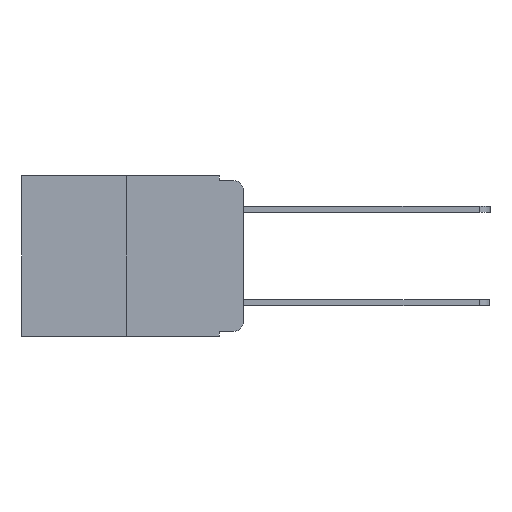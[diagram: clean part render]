
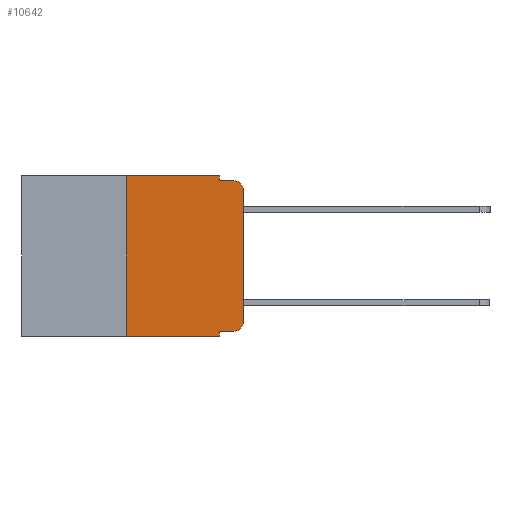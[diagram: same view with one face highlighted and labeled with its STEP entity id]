
A CAD part, left-side view. The second image highlights one B-rep face of the part: STEP entity #10642.
In plain terms, the highlighted planar face has unit normal (-1, 0, 0).
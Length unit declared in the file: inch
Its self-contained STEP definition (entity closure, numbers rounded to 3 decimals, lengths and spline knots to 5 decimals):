
#90 = CARTESIAN_POINT ( 'NONE',  ( 0., 0.25, 0. ) ) ;
#113 = DIRECTION ( 'NONE',  ( 0., 0., -1. ) ) ;
#306 = ORIENTED_EDGE ( 'NONE', *, *, #9530, .T. ) ;
#583 = LINE ( 'NONE', #3853, #1029 ) ;
#678 = DIRECTION ( 'NONE',  ( 0., -1., 0. ) ) ;
#781 = CARTESIAN_POINT ( 'NONE',  ( 0., 0.051, -0.01 ) ) ;
#790 = ORIENTED_EDGE ( 'NONE', *, *, #10078, .T. ) ;
#1009 = ORIENTED_EDGE ( 'NONE', *, *, #7945, .T. ) ;
#1029 = VECTOR ( 'NONE', #5568, 39.37008 ) ;
#1085 = DIRECTION ( 'NONE',  ( -1., 0., 0. ) ) ;
#1327 = VECTOR ( 'NONE', #3035, 39.37008 ) ;
#1367 = CARTESIAN_POINT ( 'NONE',  ( 0., 0.051, -0.333 ) ) ;
#1510 = AXIS2_PLACEMENT_3D ( 'NONE', #6561, #1085, #7454 ) ;
#1632 = VERTEX_POINT ( 'NONE', #1367 ) ;
#1837 = AXIS2_PLACEMENT_3D ( 'NONE', #10891, #5689, #113 ) ;
#1893 = VECTOR ( 'NONE', #10852, 39.37008 ) ;
#2019 = VERTEX_POINT ( 'NONE', #6853 ) ;
#2064 = ORIENTED_EDGE ( 'NONE', *, *, #4816, .T. ) ;
#2096 = DIRECTION ( 'NONE',  ( -1., 0., 0. ) ) ;
#2119 = CARTESIAN_POINT ( 'NONE',  ( 0., 0., -0.313 ) ) ;
#2353 = ORIENTED_EDGE ( 'NONE', *, *, #5398, .T. ) ;
#2522 = VERTEX_POINT ( 'NONE', #8855 ) ;
#2538 = VERTEX_POINT ( 'NONE', #9448 ) ;
#2669 = CIRCLE ( 'NONE', #9590, 0.02 ) ;
#2766 = DIRECTION ( 'NONE',  ( 0., 0., -1. ) ) ;
#3035 = DIRECTION ( 'NONE',  ( 0., -1., 0. ) ) ;
#3139 = CARTESIAN_POINT ( 'NONE',  ( 0., 0.473, -0.343 ) ) ;
#3389 = VECTOR ( 'NONE', #678, 39.37008 ) ;
#3403 = ORIENTED_EDGE ( 'NONE', *, *, #8959, .F. ) ;
#3692 = ORIENTED_EDGE ( 'NONE', *, *, #8382, .F. ) ;
#3853 = CARTESIAN_POINT ( 'NONE',  ( 0., 0.051, 0. ) ) ;
#3861 = LINE ( 'NONE', #6577, #1327 ) ;
#3929 = PLANE ( 'NONE',  #1837 ) ;
#4042 = VECTOR ( 'NONE', #2766, 39.37008 ) ;
#4079 = VERTEX_POINT ( 'NONE', #2119 ) ;
#4395 = EDGE_LOOP ( 'NONE', ( #790, #306, #3403, #3692, #6874, #10644, #1009, #4680, #2353, #2064 ) ) ;
#4586 = CARTESIAN_POINT ( 'NONE',  ( 0., 0.02, -0.01 ) ) ;
#4680 = ORIENTED_EDGE ( 'NONE', *, *, #5995, .F. ) ;
#4816 = EDGE_CURVE ( 'NONE', #2522, #4079, #2669, .T. ) ;
#4837 = DIRECTION ( 'NONE',  ( 0., 0., 1. ) ) ;
#4993 = VERTEX_POINT ( 'NONE', #4586 ) ;
#5127 = DIRECTION ( 'NONE',  ( 0., -1., 0. ) ) ;
#5397 = CARTESIAN_POINT ( 'NONE',  ( 0., 0.02, -0.313 ) ) ;
#5398 = EDGE_CURVE ( 'NONE', #1632, #2522, #10602, .T. ) ;
#5481 = CARTESIAN_POINT ( 'NONE',  ( 0., 0.051, 0. ) ) ;
#5568 = DIRECTION ( 'NONE',  ( 0., 0., -1. ) ) ;
#5689 = DIRECTION ( 'NONE',  ( 1., 0., 0. ) ) ;
#5713 = VECTOR ( 'NONE', #5127, 39.37008 ) ;
#5729 = LINE ( 'NONE', #6219, #3389 ) ;
#5995 = EDGE_CURVE ( 'NONE', #1632, #2019, #9028, .T. ) ;
#6219 = CARTESIAN_POINT ( 'NONE',  ( 0., 0.473, 0. ) ) ;
#6561 = CARTESIAN_POINT ( 'NONE',  ( 0., 0.02, -0.03 ) ) ;
#6577 = CARTESIAN_POINT ( 'NONE',  ( 0., 0.051, -0.01 ) ) ;
#6591 = EDGE_CURVE ( 'NONE', #7943, #2538, #9304, .T. ) ;
#6603 = CIRCLE ( 'NONE', #1510, 0.02 ) ;
#6853 = CARTESIAN_POINT ( 'NONE',  ( 0., 0.051, -0.343 ) ) ;
#6874 = ORIENTED_EDGE ( 'NONE', *, *, #10357, .F. ) ;
#6888 = VERTEX_POINT ( 'NONE', #781 ) ;
#6976 = VECTOR ( 'NONE', #4837, 39.37008 ) ;
#7075 = VERTEX_POINT ( 'NONE', #11505 ) ;
#7438 = CARTESIAN_POINT ( 'NONE',  ( 0., 0., 0. ) ) ;
#7454 = DIRECTION ( 'NONE',  ( 0., 0., -1. ) ) ;
#7529 = CARTESIAN_POINT ( 'NONE',  ( 0., 0.25, -0.343 ) ) ;
#7943 = VERTEX_POINT ( 'NONE', #7529 ) ;
#7945 = EDGE_CURVE ( 'NONE', #7943, #2019, #11231, .T. ) ;
#8243 = VERTEX_POINT ( 'NONE', #11434 ) ;
#8382 = EDGE_CURVE ( 'NONE', #8243, #6888, #583, .T. ) ;
#8390 = DIRECTION ( 'NONE',  ( 0., 0., -1. ) ) ;
#8855 = CARTESIAN_POINT ( 'NONE',  ( 0., 0.02, -0.333 ) ) ;
#8943 = CARTESIAN_POINT ( 'NONE',  ( 0., 0.051, -0.333 ) ) ;
#8959 = EDGE_CURVE ( 'NONE', #6888, #4993, #3861, .T. ) ;
#9028 = LINE ( 'NONE', #5481, #4042 ) ;
#9304 = LINE ( 'NONE', #90, #6976 ) ;
#9339 = LINE ( 'NONE', #7438, #1893 ) ;
#9448 = CARTESIAN_POINT ( 'NONE',  ( 0., 0.25, 0. ) ) ;
#9530 = EDGE_CURVE ( 'NONE', #7075, #4993, #6603, .T. ) ;
#9590 = AXIS2_PLACEMENT_3D ( 'NONE', #5397, #2096, #8390 ) ;
#9708 = FACE_OUTER_BOUND ( 'NONE', #4395, .T. ) ;
#10078 = EDGE_CURVE ( 'NONE', #4079, #7075, #9339, .T. ) ;
#10158 = DIRECTION ( 'NONE',  ( 0., -1., 0. ) ) ;
#10357 = EDGE_CURVE ( 'NONE', #2538, #8243, #5729, .T. ) ;
#10602 = LINE ( 'NONE', #8943, #5713 ) ;
#10642 = ADVANCED_FACE ( 'NONE', ( #9708 ), #3929, .F. ) ;
#10644 = ORIENTED_EDGE ( 'NONE', *, *, #6591, .F. ) ;
#10852 = DIRECTION ( 'NONE',  ( 0., 0., 1. ) ) ;
#10891 = CARTESIAN_POINT ( 'NONE',  ( 0., 0.473, 0. ) ) ;
#10967 = VECTOR ( 'NONE', #10158, 39.37008 ) ;
#11231 = LINE ( 'NONE', #3139, #10967 ) ;
#11434 = CARTESIAN_POINT ( 'NONE',  ( 0., 0.051, 0. ) ) ;
#11505 = CARTESIAN_POINT ( 'NONE',  ( 0., 0., -0.03 ) ) ;
